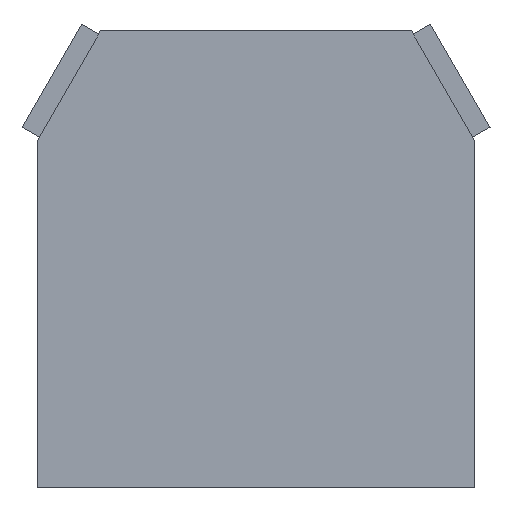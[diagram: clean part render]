
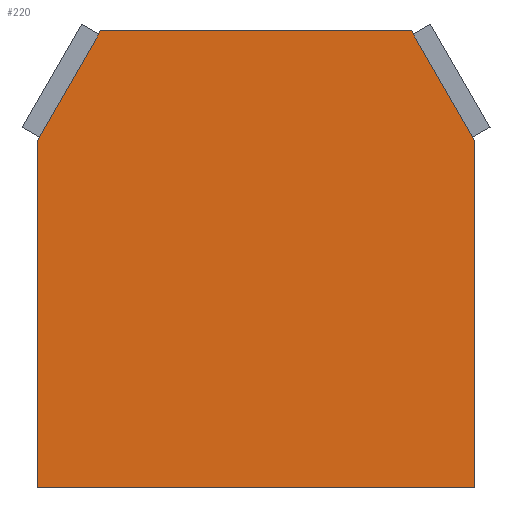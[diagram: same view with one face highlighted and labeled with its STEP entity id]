
A CAD part, front view. The second image highlights one B-rep face of the part: STEP entity #220.
In plain terms, the highlighted face is planar.
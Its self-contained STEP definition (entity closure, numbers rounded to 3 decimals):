
#220=ADVANCED_FACE('',(#365),#295,.F.);
#295=PLANE('',#1558);
#365=FACE_OUTER_BOUND('',#431,.T.);
#431=EDGE_LOOP('',(#521,#522,#523,#524,#525,#526));
#521=ORIENTED_EDGE('',*,*,#1021,.F.);
#522=ORIENTED_EDGE('',*,*,#1022,.F.);
#523=ORIENTED_EDGE('',*,*,#1023,.F.);
#524=ORIENTED_EDGE('',*,*,#1024,.F.);
#525=ORIENTED_EDGE('',*,*,#1025,.F.);
#526=ORIENTED_EDGE('',*,*,#1026,.F.);
#895=VERTEX_POINT('',#2066);
#896=VERTEX_POINT('',#2067);
#897=VERTEX_POINT('',#2069);
#898=VERTEX_POINT('',#2071);
#899=VERTEX_POINT('',#2073);
#900=VERTEX_POINT('',#2075);
#1021=EDGE_CURVE('',#895,#896,#1208,.T.);
#1022=EDGE_CURVE('',#897,#895,#1209,.T.);
#1023=EDGE_CURVE('',#898,#897,#1210,.T.);
#1024=EDGE_CURVE('',#899,#898,#1211,.T.);
#1025=EDGE_CURVE('',#900,#899,#1212,.T.);
#1026=EDGE_CURVE('',#896,#900,#1213,.T.);
#1208=LINE('',#2065,#1385);
#1209=LINE('',#2068,#1386);
#1210=LINE('',#2070,#1387);
#1211=LINE('',#2072,#1388);
#1212=LINE('',#2074,#1389);
#1213=LINE('',#2076,#1390);
#1385=VECTOR('',#1672,1.);
#1386=VECTOR('',#1673,1.);
#1387=VECTOR('',#1674,1.);
#1388=VECTOR('',#1675,1.);
#1389=VECTOR('',#1676,1.);
#1390=VECTOR('',#1677,1.);
#1558=AXIS2_PLACEMENT_3D('',#2077,#1678,#1679);
#1672=DIRECTION('',(0.5,-0.866,0.));
#1673=DIRECTION('',(1.,0.,0.));
#1674=DIRECTION('',(0.5,0.866,0.));
#1675=DIRECTION('',(0.,1.,0.));
#1676=DIRECTION('',(-1.,0.,0.));
#1677=DIRECTION('',(0.,-1.,0.));
#1678=DIRECTION('',(0.,0.,-1.));
#1679=DIRECTION('',(-1.,0.,0.));
#2065=CARTESIAN_POINT('',(7.825,23.,7.));
#2066=CARTESIAN_POINT('',(7.825,23.,7.));
#2067=CARTESIAN_POINT('',(11.,17.5,7.));
#2068=CARTESIAN_POINT('',(-7.825,23.,7.));
#2069=CARTESIAN_POINT('',(-7.825,23.,7.));
#2070=CARTESIAN_POINT('',(-11.,17.5,7.));
#2071=CARTESIAN_POINT('',(-11.,17.5,7.));
#2072=CARTESIAN_POINT('',(-11.,0.,7.));
#2073=CARTESIAN_POINT('',(-11.,0.,7.));
#2074=CARTESIAN_POINT('',(11.,0.,7.));
#2075=CARTESIAN_POINT('',(11.,0.,7.));
#2076=CARTESIAN_POINT('',(11.,17.5,7.));
#2077=CARTESIAN_POINT('',(-11.,23.,7.));
